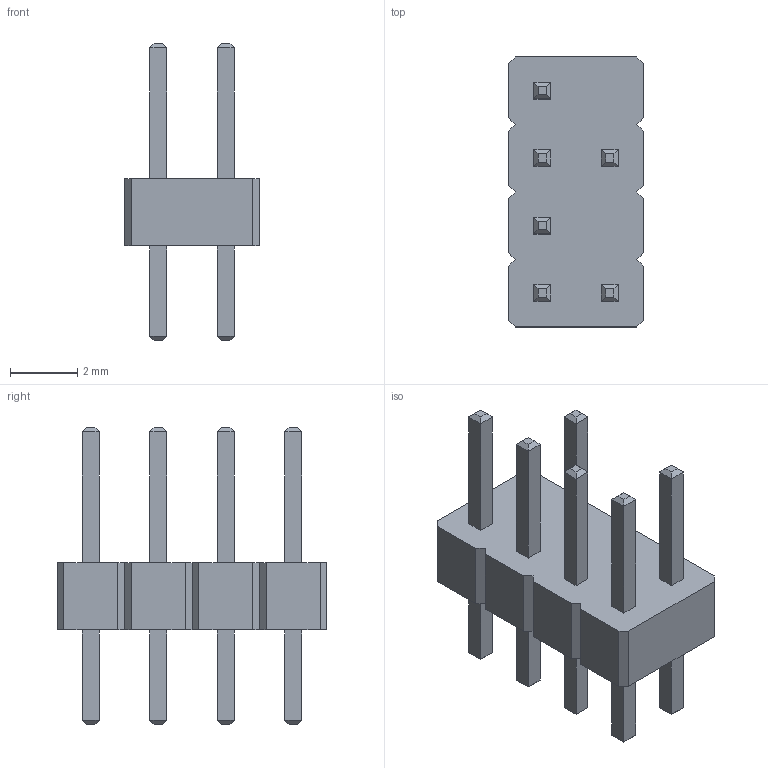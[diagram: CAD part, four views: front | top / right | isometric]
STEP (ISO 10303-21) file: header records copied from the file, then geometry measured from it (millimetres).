
FILE_DESCRIPTION(/* description */ (''),/* implementation_level */ '2;1');
FILE_NAME(/* name */ 'PLD2-8_37removed.step',/* time_stamp */ '2022-03-29T21:23:57+03:00',/* author */ (''),/* organization */ (''),/* preprocessor_version */ 'ST-DEVELOPER v18.1',/* originating_system */ 'Autodesk Translation Framework v10.13.0.1454',/* authorisation */ '');
FILE_SCHEMA (('AUTOMOTIVE_DESIGN { 1 0 10303 214 3 1 1 }'));
Length unit declared in the file: millimetre
Products named in the file (1): (Unsaved)
Bounding box: 4 x 8 x 8.8 mm (x, y, z)
Volume: 73.4 mm3; surface area: 191.9 mm2
Topology: 1 solids, 1 shells, 136 faces, 318 edges, 196 vertices
Faces by surface type: plane 136
Entity records: 3921 total; most frequent: CARTESIAN_POINT 651, ORIENTED_EDGE 636, DIRECTION 592, LINE 318, VECTOR 318, EDGE_CURVE 318, VERTEX_POINT 196, EDGE_LOOP 148
